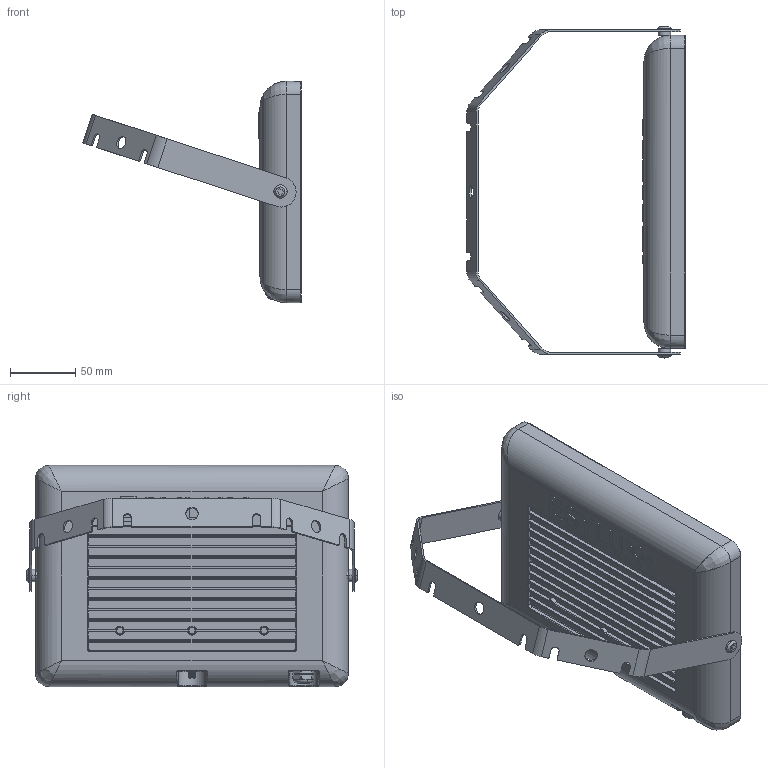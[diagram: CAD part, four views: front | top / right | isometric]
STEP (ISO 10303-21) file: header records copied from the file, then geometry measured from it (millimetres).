
FILE_DESCRIPTION((''),'2;1');
FILE_NAME('');
FILE_SCHEMA(('CONFIG_CONTROL_DESIGN'));
Length unit declared in the file: millimetre
Products named in the file (1): EL10810862
Bounding box: 166.83 x 253.61 x 169 mm (x, y, z)
Volume: 133803.6 mm3; surface area: 336553.7 mm2
Topology: 153 solids, 153 shells, 1472 faces, 3306 edges, 2148 vertices
Faces by surface type: plane 1115, cylinder 201, bspline 76, torus 38, cone 30, extrusion 8, sphere 4
Entity records: 45241 total; most frequent: CARTESIAN_POINT 15365, ORIENTED_EDGE 6584, DIRECTION 4820, EDGE_CURVE 3292, VECTOR 2538, LINE 2530, VERTEX_POINT 2140, EDGE_LOOP 1506
